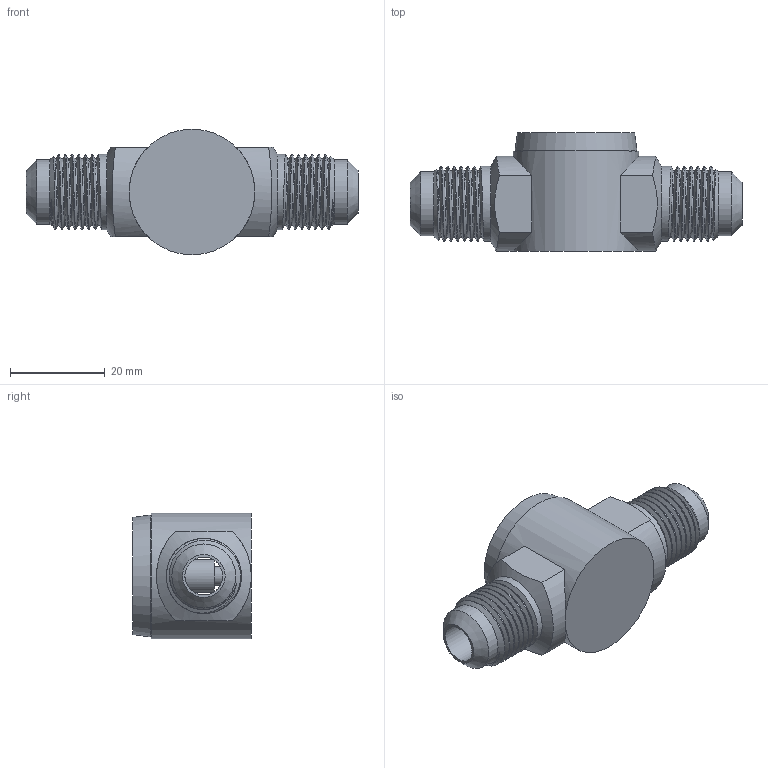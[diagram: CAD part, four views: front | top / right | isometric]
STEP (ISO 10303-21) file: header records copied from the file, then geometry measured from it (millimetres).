
FILE_DESCRIPTION(/* description */ (''),/* implementation_level */ '2;1');
FILE_NAME(/* name */ '014L0162R.stp',/* time_stamp */ '2022-08-31T12:26:28+03:00',/* author */ ('U403152'),/* organization */ (''),/* preprocessor_version */ 'ST-DEVELOPER v18.1',/* originating_system */ 'Autodesk Inventor 2020',/* authorisation */ '');
FILE_SCHEMA (('AUTOMOTIVE_DESIGN { 1 0 10303 214 3 1 1 }'));
Length unit declared in the file: millimetre
Products named in the file (1): Part1
Bounding box: 70 x 25 x 26.5 mm (x, y, z)
Volume: 17416.3 mm3; surface area: 8950.6 mm2
Topology: 1 solids, 8 shells, 845 faces, 2346 edges, 1568 vertices
Faces by surface type: plane 448, bspline 343, cylinder 42, cone 10, torus 2
Full cylindrical faces by diameter (mm): 1.4 x2, 2 x1, 3 x1, 4.004 x1, 4.2 x1, 4.9 x1, 7 x1, 8 x2, 13.5 x2, 14 x1, 15.84 x14, 19.8 x1, 20 x2, 20.1 x1, 26.5 x1
Entity records: 46985 total; most frequent: CARTESIAN_POINT 26831, ORIENTED_EDGE 4688, DIRECTION 2696, EDGE_CURVE 2344, VERTEX_POINT 1567, LINE 1504, VECTOR 1504, EDGE_LOOP 909
